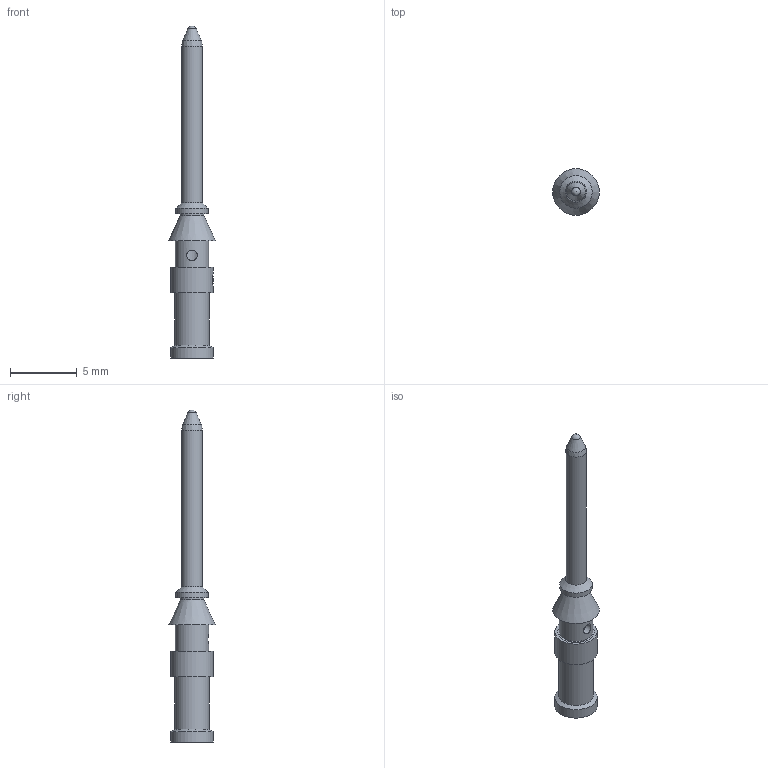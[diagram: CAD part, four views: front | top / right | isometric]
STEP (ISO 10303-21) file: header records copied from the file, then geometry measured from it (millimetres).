
FILE_DESCRIPTION(/* description */ (''),/* implementation_level */ '2;1');
FILE_NAME(/* name */ '100105256ugm000_d.stp',/* time_stamp */ '2022-03-11T15:41:29+01:00',/* author */ (''),/* organization */ (''),/* preprocessor_version */ 'ST-DEVELOPER v16.7',/* originating_system */ 'SIEMENS PLM Software NX 1911',/* authorisation */ '');
FILE_SCHEMA (('AUTOMOTIVE_DESIGN { 1 0 10303 214 3 1 1 1 }'));
Length unit declared in the file: millimetre
Products named in the file (1): 100105256ugm000_d
Bounding box: 3.5 x 3.5 x 24.9 mm (x, y, z)
Volume: 75.2 mm3; surface area: 242.7 mm2
Topology: 1 solids, 2 shells, 127 faces, 410 edges, 386 vertices
Faces by surface type: plane 92, cylinder 24, cone 6, extrusion 2, bspline 1, sphere 1, torus 1
Full cylindrical faces by diameter (mm): 0.114 x1, 0.135 x1, 0.8 x1, 1.48 x1, 1.57 x1, 1.77 x1, 2.43 x1, 2.51 x1, 2.6 x1, 2.79 x1, 3.19 x2
Entity records: 5883 total; most frequent: CARTESIAN_POINT 1308, DIRECTION 698, ORIENTED_EDGE 572, EDGE_CURVE 287, VECTOR 268, LINE 266, PRESENTATION_STYLE_ASSIGNMENT 216, AXIS2_PLACEMENT_3D 215
